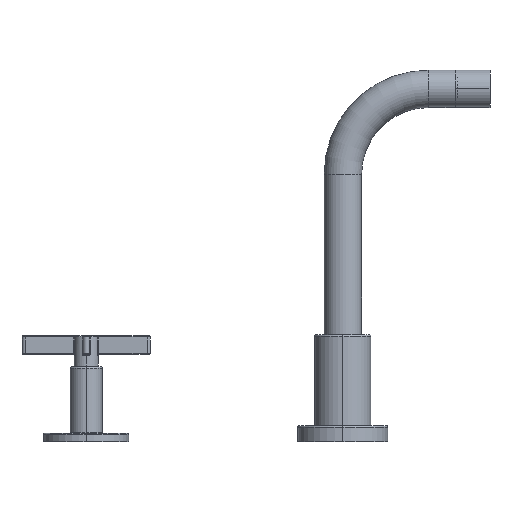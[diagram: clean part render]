
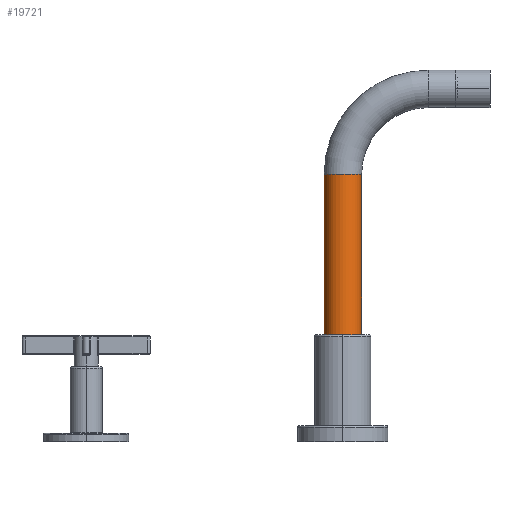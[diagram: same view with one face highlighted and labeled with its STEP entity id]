
A CAD part, left-side view. The second image highlights one B-rep face of the part: STEP entity #19721.
In plain terms, the highlighted cylindrical face has radius 11.113 mm (diameter 22.225 mm), a partial arc.
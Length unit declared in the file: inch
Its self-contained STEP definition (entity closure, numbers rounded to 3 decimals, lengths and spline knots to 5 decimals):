
#19473=DIRECTION('',(0.,0.,-1.));
#19474=VECTOR('',#19473,4.25);
#19475=CARTESIAN_POINT('',(0.,3.0675,-2.));
#19476=LINE('',#19475,#19474);
#19477=CARTESIAN_POINT('',(0.,2.63,-2.));
#19478=DIRECTION('',(0.,0.,-1.));
#19479=DIRECTION('',(0.,-1.,0.));
#19480=AXIS2_PLACEMENT_3D('',#19477,#19478,#19479);
#19482=DIRECTION('',(0.,0.,-1.));
#19483=VECTOR('',#19482,4.25);
#19484=CARTESIAN_POINT('',(0.,2.1925,-2.));
#19485=LINE('',#19484,#19483);
#19491=CARTESIAN_POINT('',(0.,2.63,-6.25));
#19492=DIRECTION('',(0.,0.,-1.));
#19493=DIRECTION('',(0.,-1.,0.));
#19494=AXIS2_PLACEMENT_3D('',#19491,#19492,#19493);
#19588=CARTESIAN_POINT('',(0.,3.0675,-2.));
#19589=CARTESIAN_POINT('',(0.,2.1925,-2.));
#19590=VERTEX_POINT('',#19588);
#19591=VERTEX_POINT('',#19589);
#19592=CARTESIAN_POINT('',(0.,3.0675,-6.25));
#19593=CARTESIAN_POINT('',(0.,2.1925,-6.25));
#19594=VERTEX_POINT('',#19592);
#19595=VERTEX_POINT('',#19593);
#19709=CARTESIAN_POINT('',(0.,2.63,-2.));
#19710=DIRECTION('',(0.,0.,-1.));
#19711=DIRECTION('',(0.,1.,0.));
#19712=AXIS2_PLACEMENT_3D('',#19709,#19710,#19711);
#19713=CYLINDRICAL_SURFACE('',#19712,0.4375);
#19714=ORIENTED_EDGE('',*,*,#19674,.F.);
#19715=ORIENTED_EDGE('',*,*,#19704,.T.);
#19717=ORIENTED_EDGE('',*,*,#19716,.T.);
#19718=ORIENTED_EDGE('',*,*,#19700,.F.);
#19719=EDGE_LOOP('',(#19714,#19715,#19717,#19718));
#19720=FACE_OUTER_BOUND('',#19719,.F.);
#19721=ADVANCED_FACE('',(#19720),#19713,.T.);
#19481=CIRCLE('',#19480,0.4375);
#19495=CIRCLE('',#19494,0.4375);
#19674=EDGE_CURVE('',#19591,#19590,#19481,.T.);
#19700=EDGE_CURVE('',#19590,#19594,#19476,.T.);
#19704=EDGE_CURVE('',#19591,#19595,#19485,.T.);
#19716=EDGE_CURVE('',#19595,#19594,#19495,.T.);
